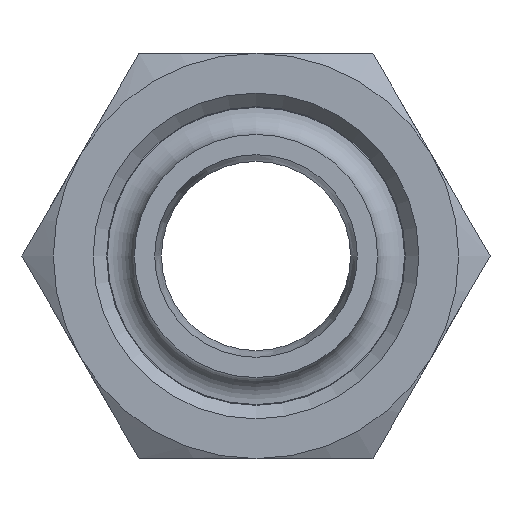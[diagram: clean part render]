
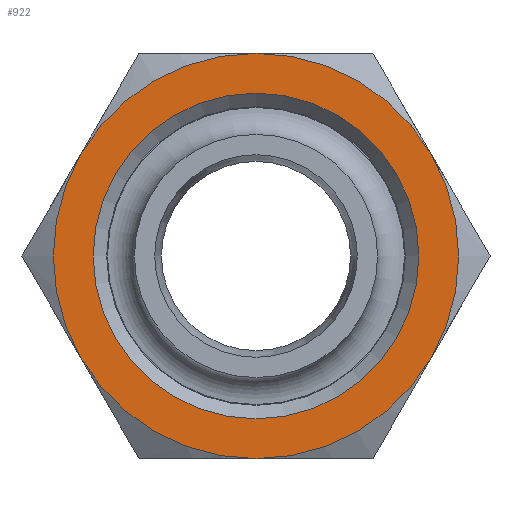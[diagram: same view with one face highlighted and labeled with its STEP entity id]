
A CAD part, left-side view. The second image highlights one B-rep face of the part: STEP entity #922.
In plain terms, the highlighted planar face has unit normal (-1, 0, 0).
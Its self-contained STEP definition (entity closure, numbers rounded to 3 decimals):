
#106=PLANE($,#1005);
#141=FACE_BOUND($,#254,.T.);
#182=FACE_OUTER_BOUND($,#253,.T.);
#253=EDGE_LOOP($,(#624,#625,#626,#627,#628,#629));
#254=EDGE_LOOP($,(#630));
#360=CIRCLE($,#1002,12.05);
#362=CIRCLE($,#1006,15.);
#363=CIRCLE($,#1007,15.);
#364=CIRCLE($,#1008,15.);
#365=CIRCLE($,#1009,15.);
#366=CIRCLE($,#1010,15.);
#367=CIRCLE($,#1011,15.);
#419=VERTEX_POINT($,#1432);
#421=VERTEX_POINT($,#1438);
#422=VERTEX_POINT($,#1439);
#423=VERTEX_POINT($,#1441);
#424=VERTEX_POINT($,#1443);
#425=VERTEX_POINT($,#1445);
#426=VERTEX_POINT($,#1447);
#502=EDGE_CURVE($,#419,#419,#360,.T.);
#504=EDGE_CURVE($,#421,#422,#362,.T.);
#505=EDGE_CURVE($,#423,#421,#363,.T.);
#506=EDGE_CURVE($,#424,#423,#364,.T.);
#507=EDGE_CURVE($,#425,#424,#365,.T.);
#508=EDGE_CURVE($,#426,#425,#366,.T.);
#509=EDGE_CURVE($,#422,#426,#367,.T.);
#624=ORIENTED_EDGE($,*,*,#504,.F.);
#625=ORIENTED_EDGE($,*,*,#505,.F.);
#626=ORIENTED_EDGE($,*,*,#506,.F.);
#627=ORIENTED_EDGE($,*,*,#507,.F.);
#628=ORIENTED_EDGE($,*,*,#508,.F.);
#629=ORIENTED_EDGE($,*,*,#509,.F.);
#630=ORIENTED_EDGE($,*,*,#502,.F.);
#922=ADVANCED_FACE($,(#182,#141),#106,.T.);
#1002=AXIS2_PLACEMENT_3D($,#1433,#1144,#1145);
#1005=AXIS2_PLACEMENT_3D($,#1437,#1150,#1151);
#1006=AXIS2_PLACEMENT_3D($,#1440,#1152,#1153);
#1007=AXIS2_PLACEMENT_3D($,#1442,#1154,#1155);
#1008=AXIS2_PLACEMENT_3D($,#1444,#1156,#1157);
#1009=AXIS2_PLACEMENT_3D($,#1446,#1158,#1159);
#1010=AXIS2_PLACEMENT_3D($,#1448,#1160,#1161);
#1011=AXIS2_PLACEMENT_3D($,#1449,#1162,#1163);
#1144=DIRECTION('center_axis',(-1.,0.,0.));
#1145=DIRECTION('ref_axis',(0.,0.,1.));
#1150=DIRECTION('center_axis',(-1.,0.,0.));
#1151=DIRECTION('ref_axis',(0.,0.,1.));
#1152=DIRECTION('center_axis',(1.,0.,0.));
#1153=DIRECTION('ref_axis',(0.,1.,0.));
#1154=DIRECTION('center_axis',(1.,0.,0.));
#1155=DIRECTION('ref_axis',(0.,1.,0.));
#1156=DIRECTION('center_axis',(1.,0.,0.));
#1157=DIRECTION('ref_axis',(0.,1.,0.));
#1158=DIRECTION('center_axis',(1.,0.,0.));
#1159=DIRECTION('ref_axis',(0.,1.,0.));
#1160=DIRECTION('center_axis',(1.,0.,0.));
#1161=DIRECTION('ref_axis',(0.,1.,0.));
#1162=DIRECTION('center_axis',(1.,0.,0.));
#1163=DIRECTION('ref_axis',(0.,1.,0.));
#1432=CARTESIAN_POINT('',(0.,0.,-12.05));
#1433=CARTESIAN_POINT('Origin',(0.,0.,
0.));
#1437=CARTESIAN_POINT('Origin',(0.,7.5,0.));
#1438=CARTESIAN_POINT('',(0.,12.99,7.5));
#1439=CARTESIAN_POINT('',(0.,0.,
15.));
#1440=CARTESIAN_POINT('Origin',(0.,0.,
0.));
#1441=CARTESIAN_POINT('',(0.,12.99,-7.5));
#1442=CARTESIAN_POINT('Origin',(0.,0.,
0.));
#1443=CARTESIAN_POINT('',(0.,0.,
-15.));
#1444=CARTESIAN_POINT('Origin',(0.,0.,
0.));
#1445=CARTESIAN_POINT('',(0.,-12.99,-7.5));
#1446=CARTESIAN_POINT('Origin',(0.,0.,
0.));
#1447=CARTESIAN_POINT('',(0.,-12.99,7.5));
#1448=CARTESIAN_POINT('Origin',(0.,0.,
0.));
#1449=CARTESIAN_POINT('Origin',(0.,0.,
0.));
